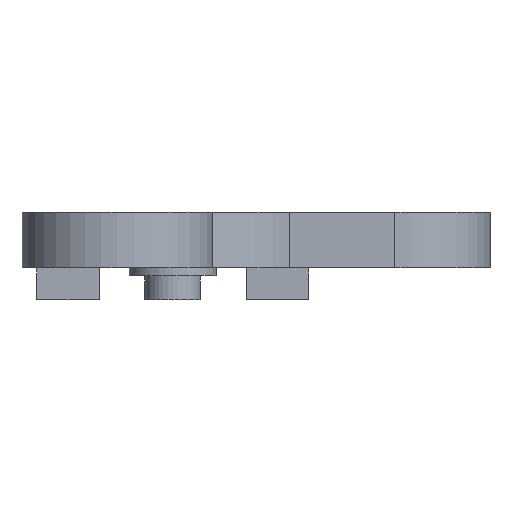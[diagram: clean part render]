
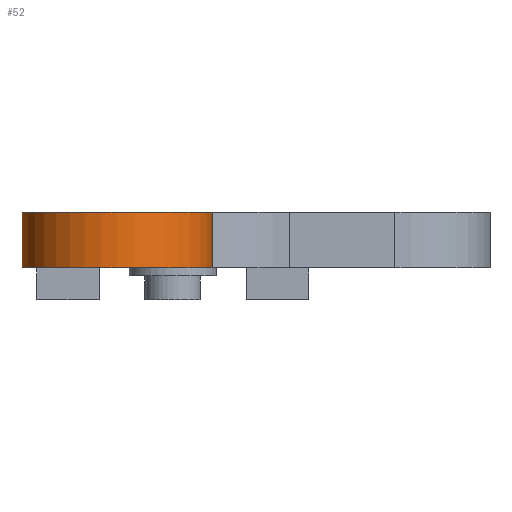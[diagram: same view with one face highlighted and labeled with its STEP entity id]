
A CAD part, front view. The second image highlights one B-rep face of the part: STEP entity #52.
In plain terms, the highlighted cylindrical face has radius 12 mm (diameter 24 mm), a partial arc.
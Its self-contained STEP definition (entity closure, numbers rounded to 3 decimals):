
#26 = DIRECTION ( 'NONE',  ( 0., 0., 1. ) ) ;
#32 = DIRECTION ( 'NONE',  ( 0., 0., -1. ) ) ;
#52 = ADVANCED_FACE ( 'NONE', ( #88 ), #811, .T. ) ;
#88 = FACE_OUTER_BOUND ( 'NONE', #3027, .T. ) ;
#651 = AXIS2_PLACEMENT_3D ( 'NONE', #3271, #2322, #1778 ) ;
#727 = VERTEX_POINT ( 'NONE', #1056 ) ;
#777 = VERTEX_POINT ( 'NONE', #1676 ) ;
#811 = CYLINDRICAL_SURFACE ( 'NONE', #2362, 12. ) ;
#820 = CARTESIAN_POINT ( 'NONE',  ( -7., -27., -3.5 ) ) ;
#827 = CARTESIAN_POINT ( 'NONE',  ( -19., -27., 3.5 ) ) ;
#833 = EDGE_CURVE ( 'NONE', #2127, #777, #1149, .T. ) ;
#929 = CARTESIAN_POINT ( 'NONE',  ( -19., -27., -3.5 ) ) ;
#1056 = CARTESIAN_POINT ( 'NONE',  ( 5., -27., 3.5 ) ) ;
#1076 = CARTESIAN_POINT ( 'NONE',  ( 5., -27., 3.5 ) ) ;
#1149 = CIRCLE ( 'NONE', #1460, 12. ) ;
#1230 = DIRECTION ( 'NONE',  ( 0., 0., -1. ) ) ;
#1438 = EDGE_CURVE ( 'NONE', #2528, #2127, #3221, .T. ) ;
#1460 = AXIS2_PLACEMENT_3D ( 'NONE', #820, #26, #3327 ) ;
#1589 = EDGE_CURVE ( 'NONE', #2528, #727, #2561, .T. ) ;
#1676 = CARTESIAN_POINT ( 'NONE',  ( 5., -27., -3.5 ) ) ;
#1778 = DIRECTION ( 'NONE',  ( -1., 0., 0. ) ) ;
#1784 = ORIENTED_EDGE ( 'NONE', *, *, #833, .T. ) ;
#2127 = VERTEX_POINT ( 'NONE', #929 ) ;
#2230 = LINE ( 'NONE', #1076, #2504 ) ;
#2279 = ORIENTED_EDGE ( 'NONE', *, *, #1438, .T. ) ;
#2309 = ORIENTED_EDGE ( 'NONE', *, *, #1589, .F. ) ;
#2322 = DIRECTION ( 'NONE',  ( 0., 0., 1. ) ) ;
#2362 = AXIS2_PLACEMENT_3D ( 'NONE', #2951, #1230, #2404 ) ;
#2404 = DIRECTION ( 'NONE',  ( -1., 0., 0. ) ) ;
#2476 = DIRECTION ( 'NONE',  ( 0., 0., -1. ) ) ;
#2504 = VECTOR ( 'NONE', #2476, 1000. ) ;
#2528 = VERTEX_POINT ( 'NONE', #3320 ) ;
#2561 = CIRCLE ( 'NONE', #651, 12. ) ;
#2951 = CARTESIAN_POINT ( 'NONE',  ( -7., -27., 3.5 ) ) ;
#3027 = EDGE_LOOP ( 'NONE', ( #1784, #3336, #2309, #2279 ) ) ;
#3118 = EDGE_CURVE ( 'NONE', #727, #777, #2230, .T. ) ;
#3221 = LINE ( 'NONE', #827, #3348 ) ;
#3271 = CARTESIAN_POINT ( 'NONE',  ( -7., -27., 3.5 ) ) ;
#3320 = CARTESIAN_POINT ( 'NONE',  ( -19., -27., 3.5 ) ) ;
#3327 = DIRECTION ( 'NONE',  ( -1., 0., 0. ) ) ;
#3336 = ORIENTED_EDGE ( 'NONE', *, *, #3118, .F. ) ;
#3348 = VECTOR ( 'NONE', #32, 1000. ) ;
